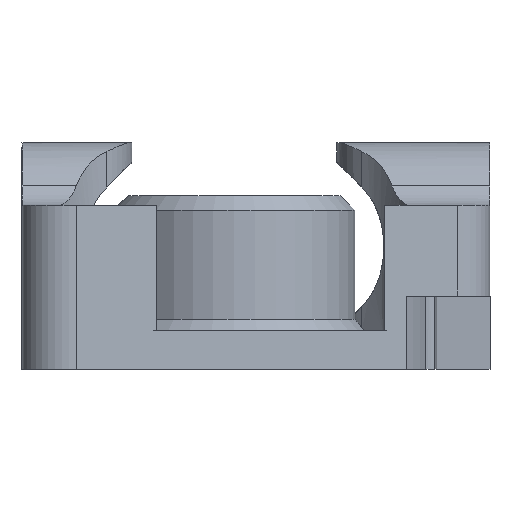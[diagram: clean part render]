
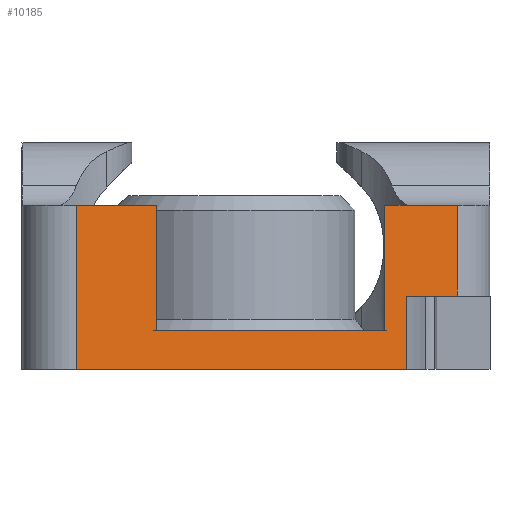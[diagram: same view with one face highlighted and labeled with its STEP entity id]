
A CAD part, left-side view. The second image highlights one B-rep face of the part: STEP entity #10185.
In plain terms, the highlighted planar face has unit normal (-0.969, -0.249, 0).
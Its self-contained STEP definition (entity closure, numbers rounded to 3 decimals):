
#1274=PLANE('',#10551);
#1822=FACE_OUTER_BOUND('',#2424,.T.);
#2424=EDGE_LOOP('',(#9565,#9566,#9567,#9568,#9569,#9570,#9571,#9572,#9573,
#9574));
#2459=LINE('',#12103,#3145);
#2461=LINE('',#12112,#3147);
#3006=LINE('',#19943,#3692);
#3057=LINE('',#20772,#3743);
#3072=LINE('',#21232,#3758);
#3082=LINE('',#21378,#3768);
#3099=LINE('',#21449,#3785);
#3104=LINE('',#21470,#3790);
#3107=LINE('',#21477,#3793);
#3111=LINE('',#21485,#3797);
#3145=VECTOR('',#10688,10.);
#3147=VECTOR('',#10698,10.);
#3692=VECTOR('',#11457,10.);
#3743=VECTOR('',#11684,10.);
#3758=VECTOR('',#11735,10.);
#3768=VECTOR('',#11817,10.);
#3785=VECTOR('',#11900,10.);
#3790=VECTOR('',#11919,10.);
#3793=VECTOR('',#11930,10.);
#3797=VECTOR('',#11942,10.);
#3982=VERTEX_POINT('',#12097);
#3984=VERTEX_POINT('',#12101);
#3987=VERTEX_POINT('',#12110);
#4786=VERTEX_POINT('',#19942);
#4881=VERTEX_POINT('',#20769);
#4882=VERTEX_POINT('',#20771);
#4917=VERTEX_POINT('',#21229);
#4918=VERTEX_POINT('',#21231);
#4951=VERTEX_POINT('',#21448);
#4952=VERTEX_POINT('',#21468);
#5016=EDGE_CURVE('',#3982,#3984,#2459,.T.);
#5021=EDGE_CURVE('',#3984,#3987,#2461,.T.);
#6219=EDGE_CURVE('',#4786,#3982,#3006,.T.);
#6357=EDGE_CURVE('',#4882,#4881,#3057,.T.);
#6408=EDGE_CURVE('',#4917,#4918,#3072,.T.);
#6449=EDGE_CURVE('',#4882,#4917,#3082,.T.);
#6479=EDGE_CURVE('',#4951,#4918,#3099,.T.);
#6487=EDGE_CURVE('',#4881,#4952,#3104,.T.);
#6490=EDGE_CURVE('',#3987,#4951,#3107,.T.);
#6494=EDGE_CURVE('',#4786,#4952,#3111,.T.);
#9565=ORIENTED_EDGE('',*,*,#5021,.T.);
#9566=ORIENTED_EDGE('',*,*,#6490,.T.);
#9567=ORIENTED_EDGE('',*,*,#6479,.T.);
#9568=ORIENTED_EDGE('',*,*,#6408,.F.);
#9569=ORIENTED_EDGE('',*,*,#6449,.F.);
#9570=ORIENTED_EDGE('',*,*,#6357,.T.);
#9571=ORIENTED_EDGE('',*,*,#6487,.T.);
#9572=ORIENTED_EDGE('',*,*,#6494,.F.);
#9573=ORIENTED_EDGE('',*,*,#6219,.T.);
#9574=ORIENTED_EDGE('',*,*,#5016,.T.);
#10185=ADVANCED_FACE('',(#1822),#1274,.T.);
#10551=AXIS2_PLACEMENT_3D('',#21484,#11940,#11941);
#10688=DIRECTION('',(0.,0.,1.));
#10698=DIRECTION('',(0.249,-0.969,0.));
#11457=DIRECTION('',(0.249,-0.969,0.));
#11684=DIRECTION('',(0.,0.,1.));
#11735=DIRECTION('',(0.,0.,1.));
#11817=DIRECTION('',(0.249,-0.969,0.));
#11900=DIRECTION('',(-0.249,0.969,0.));
#11919=DIRECTION('',(-0.249,0.969,0.));
#11930=DIRECTION('',(0.,0.,1.));
#11940=DIRECTION('center_axis',(-0.969,-0.249,0.));
#11941=DIRECTION('ref_axis',(0.249,-0.969,0.));
#11942=DIRECTION('',(0.,0.,1.));
#12097=CARTESIAN_POINT('',(-31.372,-17.813,0.));
#12101=CARTESIAN_POINT('',(-31.372,-17.813,7.6));
#12103=CARTESIAN_POINT('',(-31.372,-17.813,0.));
#12110=CARTESIAN_POINT('',(-30.008,-23.12,7.6));
#12112=CARTESIAN_POINT('',(-37.236,5.008,7.6));
#19942=CARTESIAN_POINT('',(-40.158,16.38,0.));
#19943=CARTESIAN_POINT('',(-40.158,16.38,0.));
#20769=CARTESIAN_POINT('',(-38.015,8.04,17.));
#20771=CARTESIAN_POINT('',(-38.015,8.04,4.));
#20772=CARTESIAN_POINT('',(-38.015,8.04,0.));
#21229=CARTESIAN_POINT('',(-31.939,-15.609,4.));
#21231=CARTESIAN_POINT('',(-31.939,-15.609,17.));
#21232=CARTESIAN_POINT('',(-31.939,-15.609,0.));
#21378=CARTESIAN_POINT('',(-40.158,16.38,4.));
#21448=CARTESIAN_POINT('',(-30.008,-23.12,17.));
#21449=CARTESIAN_POINT('',(-35.277,-2.618,17.));
#21468=CARTESIAN_POINT('',(-40.158,16.38,17.));
#21470=CARTESIAN_POINT('',(-35.277,-2.618,17.));
#21477=CARTESIAN_POINT('',(-30.008,-23.12,0.));
#21484=CARTESIAN_POINT('Origin',(-40.158,16.38,0.));
#21485=CARTESIAN_POINT('',(-40.158,16.38,0.));
